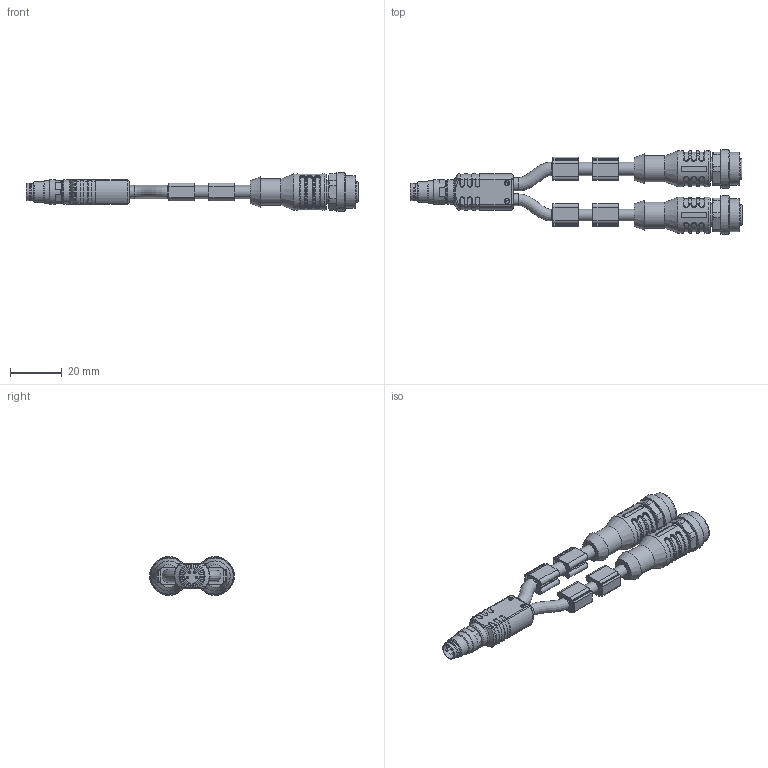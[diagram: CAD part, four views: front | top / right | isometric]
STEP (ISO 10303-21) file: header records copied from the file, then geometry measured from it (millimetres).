
FILE_DESCRIPTION(/* description */ (''),/* implementation_level */ '2;1');
FILE_NAME(/* name */ 'YK-FS4M8_2AL-WAK4_stp.stp',/* time_stamp */ '2016-11-11T14:09:33+01:00',/* author */ (''),/* organization */ (''),/* preprocessor_version */ 'ST-DEVELOPER v16',/* originating_system */ 'SIEMENS PLM Software NX 10.0',/* authorisation */ '');
FILE_SCHEMA (('AUTOMOTIVE_DESIGN { 1 0 10303 214 3 1 1 1 }'));
Length unit declared in the file: millimetre
Products named in the file (1): 5027227__Umspritzung_part_291443
Bounding box: 128.9 x 33 x 15 mm (x, y, z)
Volume: 16058.9 mm3; surface area: 10033.1 mm2
Topology: 1 solids, 1 shells, 951 faces, 2389 edges, 1511 vertices
Faces by surface type: cylinder 310, plane 309, torus 115, extrusion 92, bspline 66, cone 47, sphere 12
Full cylindrical faces by diameter (mm): 1 x4, 1.15 x8, 2 x4, 4.5 x4, 5.2 x4, 5.8 x1, 5.9 x1, 6.5 x1, 6.9 x1, 8 x1, 8.7 x2, 8.8 x1, 9.4 x1, 9.6 x1, 10.2 x2, 10.95 x2, 12.3 x2, 12.8 x2, 14 x2, 15 x2
Entity records: 33150 total; most frequent: CARTESIAN_POINT 11304, ORIENTED_EDGE 4484, DIRECTION 4432, EDGE_CURVE 2242, AXIS2_PLACEMENT_3D 1692, VERTEX_POINT 1466, EDGE_LOOP 1136, VECTOR 1048
